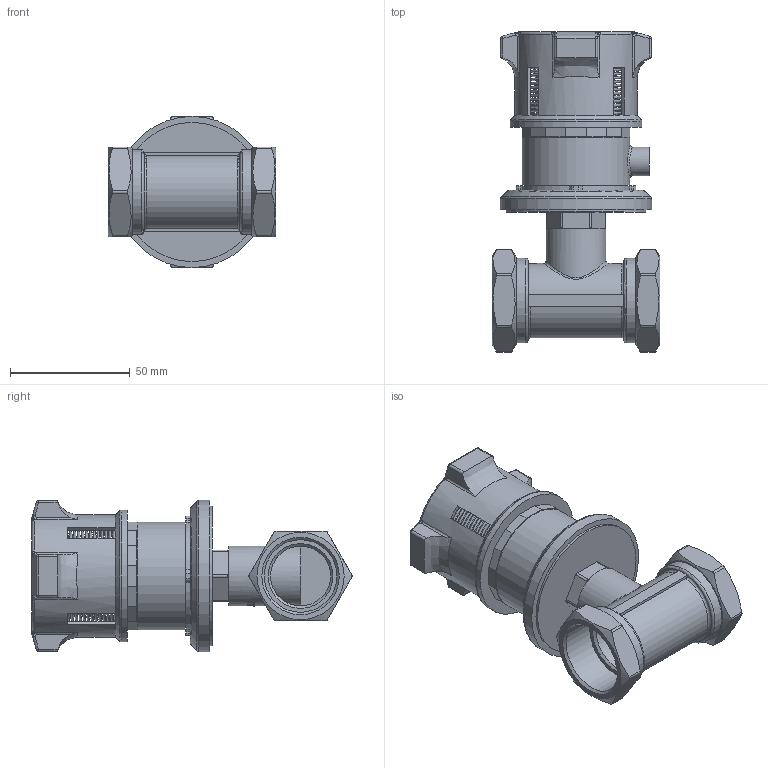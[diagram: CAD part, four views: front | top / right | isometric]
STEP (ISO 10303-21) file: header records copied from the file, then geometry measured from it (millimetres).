
FILE_DESCRIPTION(/* description */ (''),/* implementation_level */ '2;1');
FILE_NAME(/* name */ 'DN25_3D_STEP.stp',/* time_stamp */ '2024-12-02T05:04:57+03:00',/* author */ ('igorr'),/* organization */ (''),/* preprocessor_version */ 'ST-DEVELOPER v20',/* originating_system */ 'Autodesk Inventor 2025',/* authorisation */ '');
FILE_SCHEMA (('AUTOMOTIVE_DESIGN { 1 0 10303 214 3 1 1 }'));
Length unit declared in the file: millimetre
Products named in the file (3): Сборка; Деталь; Деталь_1
Assembly tree (2 placements, depth 2):
  Сборка
    Деталь
    Деталь_1
Bounding box: 70 x 133.5 x 63 mm (x, y, z)
Volume: 163050 mm3; surface area: 59267.9 mm2
Topology: 2 solids, 3 shells, 465 faces, 1213 edges, 765 vertices
Faces by surface type: plane 182, cylinder 126, bspline 96, sphere 24, torus 20, cone 17
Full cylindrical faces by diameter (mm): 3 x1, 8.566 x1, 12 x1, 15.381 x3, 25 x3, 26.932 x1, 30.291 x2, 35.291 x2, 45 x1, 48 x1, 51 x1, 55 x1, 58 x1, 63 x1
Entity records: 30738 total; most frequent: CARTESIAN_POINT 19344, ORIENTED_EDGE 2426, DIRECTION 2042, EDGE_CURVE 1213, AXIS2_PLACEMENT_3D 778, VERTEX_POINT 765, EDGE_LOOP 498, LINE 486
